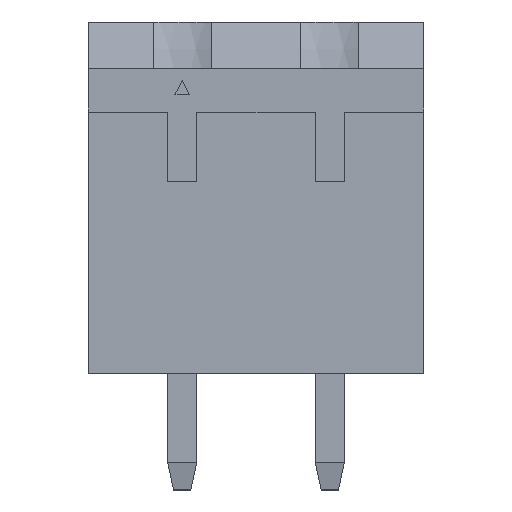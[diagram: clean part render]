
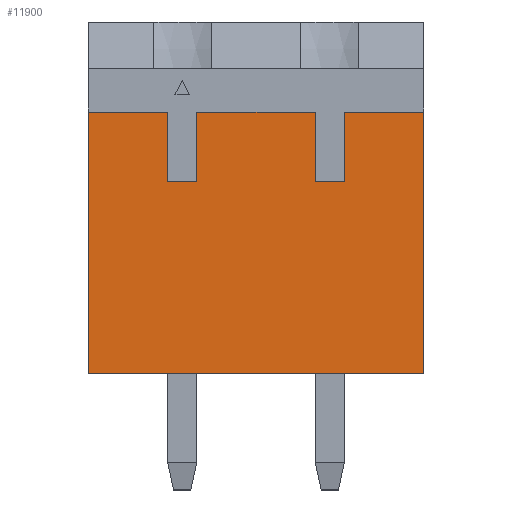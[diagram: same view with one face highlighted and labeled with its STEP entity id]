
A CAD part, top view. The second image highlights one B-rep face of the part: STEP entity #11900.
In plain terms, the highlighted planar face has unit normal (0, 0, 1).
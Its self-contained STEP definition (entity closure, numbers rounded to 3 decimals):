
#306 = LINE ( 'NONE', #8065, #24318 ) ;
#936 = VECTOR ( 'NONE', #12758, 1000. ) ;
#1555 = LINE ( 'NONE', #9167, #5019 ) ;
#2221 = EDGE_CURVE ( 'NONE', #18618, #8232, #2265, .T. ) ;
#2265 = LINE ( 'NONE', #9917, #11656 ) ;
#2302 = VERTEX_POINT ( 'NONE', #20470 ) ;
#2324 = ORIENTED_EDGE ( 'NONE', *, *, #2221, .T. ) ;
#2393 = CARTESIAN_POINT ( 'NONE',  ( 0., 9., 7.8 ) ) ;
#2704 = LINE ( 'NONE', #10468, #936 ) ;
#2710 = CARTESIAN_POINT ( 'NONE',  ( 2.74, 9., 7.8 ) ) ;
#3091 = ORIENTED_EDGE ( 'NONE', *, *, #5945, .F. ) ;
#3214 = FACE_OUTER_BOUND ( 'NONE', #17589, .T. ) ;
#3787 = ORIENTED_EDGE ( 'NONE', *, *, #23256, .F. ) ;
#4102 = ORIENTED_EDGE ( 'NONE', *, *, #20245, .T. ) ;
#4655 = ORIENTED_EDGE ( 'NONE', *, *, #9291, .T. ) ;
#5019 = VECTOR ( 'NONE', #11206, 1000. ) ;
#5397 = EDGE_CURVE ( 'NONE', #6547, #2302, #16240, .T. ) ;
#5945 = EDGE_CURVE ( 'NONE', #12884, #12467, #13776, .T. ) ;
#6547 = VERTEX_POINT ( 'NONE', #8585 ) ;
#7159 = VECTOR ( 'NONE', #14190, 1000. ) ;
#7650 = CARTESIAN_POINT ( 'NONE',  ( 8.82, 6.6, 7.8 ) ) ;
#7830 = LINE ( 'NONE', #15518, #15192 ) ;
#7938 = DIRECTION ( 'NONE',  ( -1., 0., 0. ) ) ;
#8065 = CARTESIAN_POINT ( 'NONE',  ( 3.74, 6.6, 7.8 ) ) ;
#8232 = VERTEX_POINT ( 'NONE', #7650 ) ;
#8585 = CARTESIAN_POINT ( 'NONE',  ( 11.56, 0., 7.8 ) ) ;
#8860 = ORIENTED_EDGE ( 'NONE', *, *, #15611, .T. ) ;
#8931 = VERTEX_POINT ( 'NONE', #11878 ) ;
#9055 = CARTESIAN_POINT ( 'NONE',  ( 7.82, 6.6, 7.8 ) ) ;
#9167 = CARTESIAN_POINT ( 'NONE',  ( 0., 9., 7.8 ) ) ;
#9209 = DIRECTION ( 'NONE',  ( 1., 0., 0. ) ) ;
#9235 = ORIENTED_EDGE ( 'NONE', *, *, #10454, .T. ) ;
#9291 = EDGE_CURVE ( 'NONE', #8931, #22343, #306, .T. ) ;
#9917 = CARTESIAN_POINT ( 'NONE',  ( 8.82, 9., 7.8 ) ) ;
#10105 = DIRECTION ( 'NONE',  ( 0., -1., 0. ) ) ;
#10257 = EDGE_CURVE ( 'NONE', #12884, #19572, #7830, .T. ) ;
#10454 = EDGE_CURVE ( 'NONE', #6547, #13616, #16103, .T. ) ;
#10468 = CARTESIAN_POINT ( 'NONE',  ( 8.82, 6.6, 7.8 ) ) ;
#10606 = EDGE_CURVE ( 'NONE', #19572, #8931, #20860, .T. ) ;
#10859 = PLANE ( 'NONE',  #19290 ) ;
#10868 = ORIENTED_EDGE ( 'NONE', *, *, #12450, .T. ) ;
#11206 = DIRECTION ( 'NONE',  ( 0., 1., 0. ) ) ;
#11656 = VECTOR ( 'NONE', #16978, 1000. ) ;
#11878 = CARTESIAN_POINT ( 'NONE',  ( 3.74, 6.6, 7.8 ) ) ;
#11900 = ADVANCED_FACE ( 'NONE', ( #3214 ), #10859, .T. ) ;
#12450 = EDGE_CURVE ( 'NONE', #13616, #18618, #18855, .T. ) ;
#12467 = VERTEX_POINT ( 'NONE', #9055 ) ;
#12638 = DIRECTION ( 'NONE',  ( 0., -1., 0. ) ) ;
#12646 = ORIENTED_EDGE ( 'NONE', *, *, #5397, .F. ) ;
#12661 = VECTOR ( 'NONE', #17732, 1000. ) ;
#12758 = DIRECTION ( 'NONE',  ( -1., 0., 0. ) ) ;
#12884 = VERTEX_POINT ( 'NONE', #14568 ) ;
#13616 = VERTEX_POINT ( 'NONE', #24302 ) ;
#13776 = LINE ( 'NONE', #21700, #14182 ) ;
#14182 = VECTOR ( 'NONE', #10105, 1000. ) ;
#14190 = DIRECTION ( 'NONE',  ( 0., 1., 0. ) ) ;
#14512 = LINE ( 'NONE', #2710, #21212 ) ;
#14568 = CARTESIAN_POINT ( 'NONE',  ( 7.82, 9., 7.8 ) ) ;
#14771 = DIRECTION ( 'NONE',  ( 0., 0., 1. ) ) ;
#15141 = DIRECTION ( 'NONE',  ( -1., 0., 0. ) ) ;
#15192 = VECTOR ( 'NONE', #15141, 1000. ) ;
#15398 = ORIENTED_EDGE ( 'NONE', *, *, #10257, .T. ) ;
#15518 = CARTESIAN_POINT ( 'NONE',  ( 11.56, 9., 7.8 ) ) ;
#15553 = CARTESIAN_POINT ( 'NONE',  ( 3.74, 9., 7.8 ) ) ;
#15611 = EDGE_CURVE ( 'NONE', #8232, #12467, #2704, .T. ) ;
#15744 = VECTOR ( 'NONE', #24006, 1000. ) ;
#16103 = LINE ( 'NONE', #23739, #7159 ) ;
#16240 = LINE ( 'NONE', #18485, #15744 ) ;
#16978 = DIRECTION ( 'NONE',  ( 0., -1., 0. ) ) ;
#17310 = ORIENTED_EDGE ( 'NONE', *, *, #10606, .T. ) ;
#17589 = EDGE_LOOP ( 'NONE', ( #2324, #8860, #3091, #15398, #17310, #4655, #3787, #4102, #23651, #12646, #9235, #10868 ) ) ;
#17732 = DIRECTION ( 'NONE',  ( -1., 0., 0. ) ) ;
#17998 = LINE ( 'NONE', #23753, #12661 ) ;
#18485 = CARTESIAN_POINT ( 'NONE',  ( 11.56, 0., 7.8 ) ) ;
#18604 = EDGE_CURVE ( 'NONE', #2302, #19876, #1555, .T. ) ;
#18618 = VERTEX_POINT ( 'NONE', #23417 ) ;
#18855 = LINE ( 'NONE', #20989, #20147 ) ;
#19290 = AXIS2_PLACEMENT_3D ( 'NONE', #24305, #14771, #9209 ) ;
#19457 = CARTESIAN_POINT ( 'NONE',  ( 3.74, 9., 7.8 ) ) ;
#19513 = VERTEX_POINT ( 'NONE', #21588 ) ;
#19572 = VERTEX_POINT ( 'NONE', #19457 ) ;
#19876 = VERTEX_POINT ( 'NONE', #2393 ) ;
#20147 = VECTOR ( 'NONE', #20867, 1000. ) ;
#20245 = EDGE_CURVE ( 'NONE', #19513, #19876, #17998, .T. ) ;
#20470 = CARTESIAN_POINT ( 'NONE',  ( 0., 0., 7.8 ) ) ;
#20860 = LINE ( 'NONE', #15553, #24415 ) ;
#20867 = DIRECTION ( 'NONE',  ( -1., 0., 0. ) ) ;
#20989 = CARTESIAN_POINT ( 'NONE',  ( 11.56, 9., 7.8 ) ) ;
#21212 = VECTOR ( 'NONE', #12638, 1000. ) ;
#21229 = DIRECTION ( 'NONE',  ( 0., -1., 0. ) ) ;
#21588 = CARTESIAN_POINT ( 'NONE',  ( 2.74, 9., 7.8 ) ) ;
#21700 = CARTESIAN_POINT ( 'NONE',  ( 7.82, 9., 7.8 ) ) ;
#22153 = CARTESIAN_POINT ( 'NONE',  ( 2.74, 6.6, 7.8 ) ) ;
#22343 = VERTEX_POINT ( 'NONE', #22153 ) ;
#23256 = EDGE_CURVE ( 'NONE', #19513, #22343, #14512, .T. ) ;
#23417 = CARTESIAN_POINT ( 'NONE',  ( 8.82, 9., 7.8 ) ) ;
#23651 = ORIENTED_EDGE ( 'NONE', *, *, #18604, .F. ) ;
#23739 = CARTESIAN_POINT ( 'NONE',  ( 11.56, 9., 7.8 ) ) ;
#23753 = CARTESIAN_POINT ( 'NONE',  ( 11.56, 9., 7.8 ) ) ;
#24006 = DIRECTION ( 'NONE',  ( -1., 0., 0. ) ) ;
#24302 = CARTESIAN_POINT ( 'NONE',  ( 11.56, 9., 7.8 ) ) ;
#24305 = CARTESIAN_POINT ( 'NONE',  ( 11.56, 9., 7.8 ) ) ;
#24318 = VECTOR ( 'NONE', #7938, 1000. ) ;
#24415 = VECTOR ( 'NONE', #21229, 1000. ) ;
